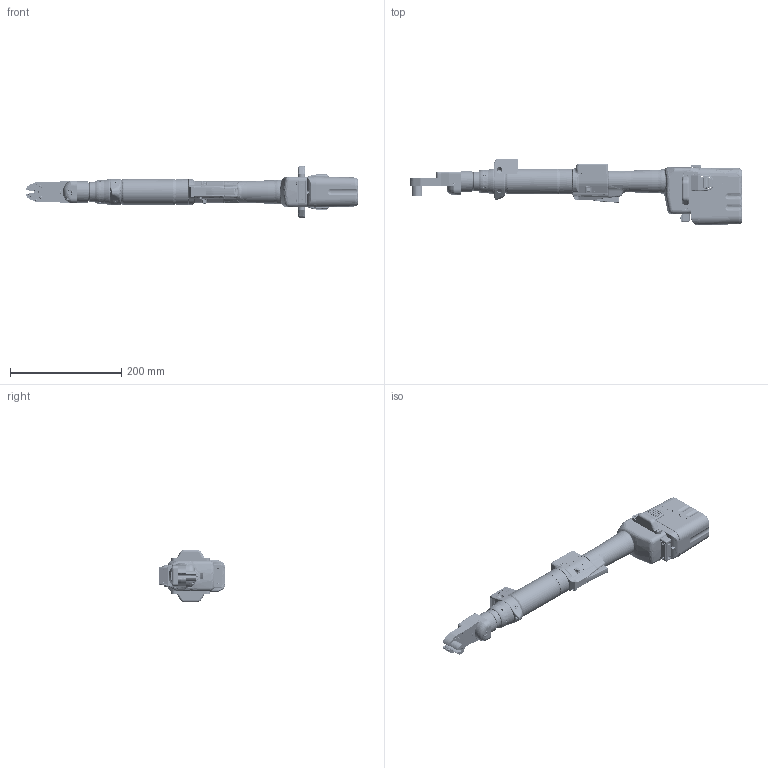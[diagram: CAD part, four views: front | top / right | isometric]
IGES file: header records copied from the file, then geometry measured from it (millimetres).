
Start section:  PTC IGES file: 47btysb20t2.igs
Global section: file name: 47btysb20t2.igs; native system: Pro/ENGINEER by Parametric Technology Corporation; preprocessor: 2010140; author: k62ak; organization: Unknown; date: 20140909.151944; units: millimetre
Bounding box: 596 x 119.78 x 93.5 mm (x, y, z)
Volume: 385859.1 mm3; surface area: 327247.3 mm2
Topology: 13 solids, 13 shells, 12142 faces, 33744 edges, 22033 vertices
Faces by surface type: bspline 9816, revolution 2274, extrusion 52
